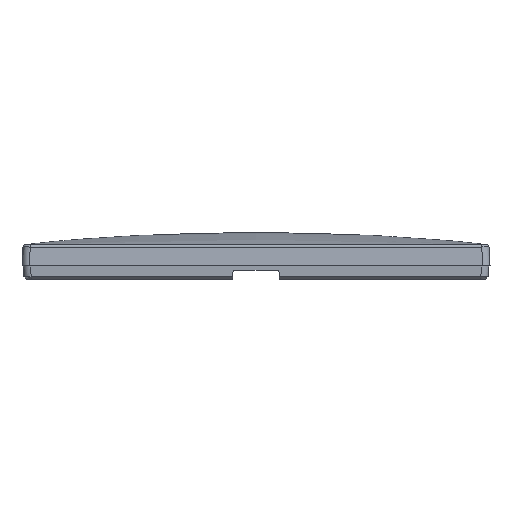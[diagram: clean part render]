
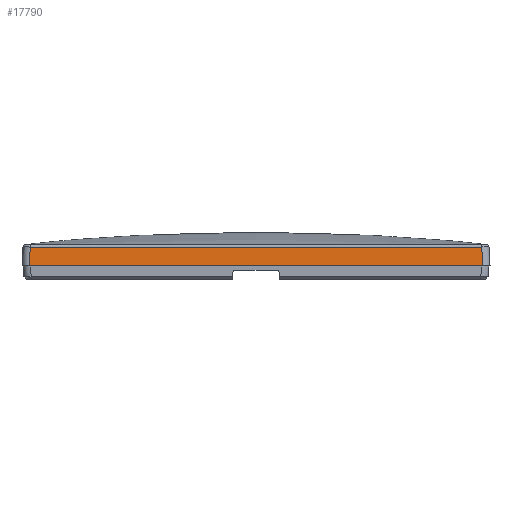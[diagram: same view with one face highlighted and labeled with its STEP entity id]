
A CAD part, left-side view. The second image highlights one B-rep face of the part: STEP entity #17790.
In plain terms, the highlighted planar face has unit normal (-0.999, 0, 0.052).
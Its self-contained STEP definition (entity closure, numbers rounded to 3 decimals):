
#17747=AXIS2_PLACEMENT_3D('Plane Axis2P3D',#17744,#17745,#17746) ;
#17624=CARTESIAN_POINT('Vertex',(-60.,43.602,2.6)) ;
#17627=CARTESIAN_POINT('Line Origine',(-59.896,43.498,4.589)) ;
#17631=CARTESIAN_POINT('Vertex',(-59.81,43.412,6.233)) ;
#17655=CARTESIAN_POINT('Line Origine',(-59.896,-43.498,4.589)) ;
#17659=CARTESIAN_POINT('Vertex',(-60.,-43.602,2.6)) ;
#17661=CARTESIAN_POINT('Vertex',(-59.81,-43.412,6.233)) ;
#17702=CARTESIAN_POINT('Line Origine',(-60.,0.,2.6)) ;
#17744=CARTESIAN_POINT('Axis2P3D Location',(-60.,22.5,2.6)) ;
#17750=CARTESIAN_POINT('Control Point',(-59.81,43.412,6.233)) ;
#17751=CARTESIAN_POINT('Control Point',(-59.809,40.994,6.241)) ;
#17752=CARTESIAN_POINT('Control Point',(-59.809,38.577,6.249)) ;
#17753=CARTESIAN_POINT('Control Point',(-59.808,36.159,6.256)) ;
#17754=CARTESIAN_POINT('Control Point',(-59.808,32.472,6.266)) ;
#17755=CARTESIAN_POINT('Control Point',(-59.807,28.785,6.275)) ;
#17756=CARTESIAN_POINT('Control Point',(-59.807,27.589,6.278)) ;
#17757=CARTESIAN_POINT('Control Point',(-59.807,23.829,6.286)) ;
#17758=CARTESIAN_POINT('Control Point',(-59.806,20.069,6.293)) ;
#17759=CARTESIAN_POINT('Control Point',(-59.806,17.481,6.297)) ;
#17760=CARTESIAN_POINT('Control Point',(-59.806,9.988,6.306)) ;
#17761=CARTESIAN_POINT('Control Point',(-59.806,2.494,6.309)) ;
#17762=CARTESIAN_POINT('Control Point',(-59.806,-2.254,6.31)) ;
#17763=CARTESIAN_POINT('Control Point',(-59.806,-9.67,6.306)) ;
#17764=CARTESIAN_POINT('Control Point',(-59.806,-17.086,6.297)) ;
#17765=CARTESIAN_POINT('Control Point',(-59.806,-19.641,6.294)) ;
#17766=CARTESIAN_POINT('Control Point',(-59.807,-23.293,6.287)) ;
#17767=CARTESIAN_POINT('Control Point',(-59.807,-26.944,6.279)) ;
#17768=CARTESIAN_POINT('Control Point',(-59.807,-28.096,6.277)) ;
#17769=CARTESIAN_POINT('Control Point',(-59.808,-30.555,6.271)) ;
#17770=CARTESIAN_POINT('Control Point',(-59.808,-33.014,6.265)) ;
#17771=CARTESIAN_POINT('Control Point',(-59.808,-34.235,6.261)) ;
#17772=CARTESIAN_POINT('Control Point',(-59.808,-36.12,6.256)) ;
#17773=CARTESIAN_POINT('Control Point',(-59.809,-38.005,6.251)) ;
#17774=CARTESIAN_POINT('Control Point',(-59.809,-38.685,6.248)) ;
#17775=CARTESIAN_POINT('Control Point',(-59.809,-39.925,6.245)) ;
#17776=CARTESIAN_POINT('Control Point',(-59.809,-41.158,6.24)) ;
#17777=CARTESIAN_POINT('Control Point',(-59.809,-41.705,6.239)) ;
#17778=CARTESIAN_POINT('Control Point',(-59.809,-42.369,6.236)) ;
#17779=CARTESIAN_POINT('Control Point',(-59.81,-43.033,6.234)) ;
#17780=CARTESIAN_POINT('Control Point',(-59.81,-43.159,6.234)) ;
#17781=CARTESIAN_POINT('Control Point',(-59.81,-43.285,6.233)) ;
#17782=CARTESIAN_POINT('Control Point',(-59.81,-43.412,6.233)) ;
#17628=DIRECTION('Vector Direction',(0.052,-0.052,0.997)) ;
#17656=DIRECTION('Vector Direction',(0.052,0.052,0.997)) ;
#17703=DIRECTION('Vector Direction',(0.,-1.,0.)) ;
#17745=DIRECTION('Axis2P3D Direction',(-0.999,0.,0.052)) ;
#17746=DIRECTION('Axis2P3D XDirection',(0.,1.,0.)) ;
#17629=VECTOR('Line Direction',#17628,1.) ;
#17657=VECTOR('Line Direction',#17656,1.) ;
#17704=VECTOR('Line Direction',#17703,1.) ;
#17785=ORIENTED_EDGE('',*,*,#17633,.F.) ;
#17786=ORIENTED_EDGE('',*,*,#17706,.T.) ;
#17787=ORIENTED_EDGE('',*,*,#17663,.T.) ;
#17788=ORIENTED_EDGE('',*,*,#17783,.T.) ;
#17790=ADVANCED_FACE('PartBody',(#17789),#17748,.T.) ;
#17749=B_SPLINE_CURVE_WITH_KNOTS('',5,(#17750,#17751,#17752,#17753,#17754,#17755,#17756,#17757,#17758,#17759,#17760,#17761,#17762,#17763,#17764,#17765,#17766,#17767,#17768,#17769,#17770,#17771,#17772,#17773,#17774,#17775,#17776,#17777,#17778,#17779,#17780,#17781,#17782),.UNSPECIFIED.,.F.,.U.,(6,3,3,3,3,3,3,3,3,3,6),(27.362,44.465,53.448,71.069,106.463,123.537,132.296,140.933,145.633,149.44,150.332),.UNSPECIFIED.) ;
#17633=EDGE_CURVE('',#17625,#17632,#17630,.T.) ;
#17663=EDGE_CURVE('',#17660,#17662,#17658,.T.) ;
#17706=EDGE_CURVE('',#17625,#17660,#17705,.T.) ;
#17783=EDGE_CURVE('',#17662,#17632,#17749,.F.) ;
#17784=EDGE_LOOP('',(#17785,#17786,#17787,#17788)) ;
#17789=FACE_OUTER_BOUND('',#17784,.T.) ;
#17630=LINE('Line',#17627,#17629) ;
#17658=LINE('Line',#17655,#17657) ;
#17705=LINE('Line',#17702,#17704) ;
#17748=PLANE('',#17747) ;
#17625=VERTEX_POINT('',#17624) ;
#17632=VERTEX_POINT('',#17631) ;
#17660=VERTEX_POINT('',#17659) ;
#17662=VERTEX_POINT('',#17661) ;
